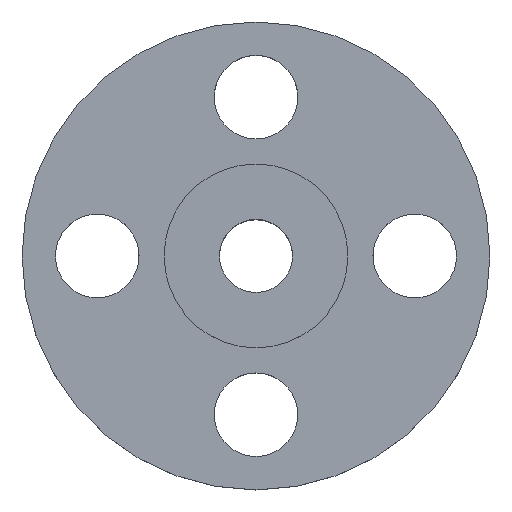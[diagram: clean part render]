
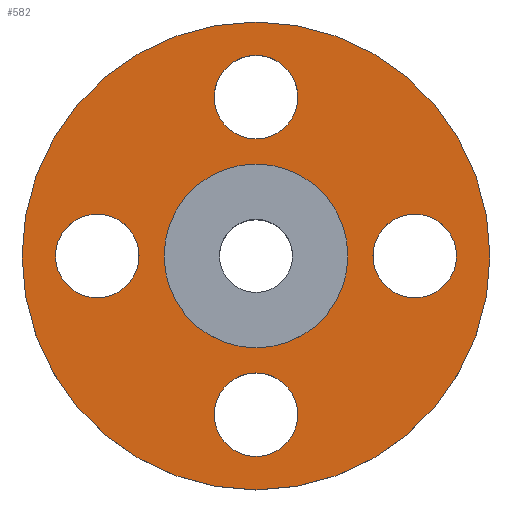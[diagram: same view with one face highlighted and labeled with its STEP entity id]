
A CAD part, top view. The second image highlights one B-rep face of the part: STEP entity #582.
In plain terms, the highlighted planar face has unit normal (0, 0, 1).
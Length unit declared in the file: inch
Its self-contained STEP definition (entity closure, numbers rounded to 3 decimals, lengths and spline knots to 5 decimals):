
#2 = CARTESIAN_POINT ( 'NONE',  ( 0., -1.1875, -0.0625 ) ) ;
#3 = CARTESIAN_POINT ( 'NONE',  ( -1.5, 0., -0.0625 ) ) ;
#16 = DIRECTION ( 'NONE',  ( 1., 0., 0. ) ) ;
#18 = ORIENTED_EDGE ( 'NONE', *, *, #143, .T. ) ;
#37 = FACE_BOUND ( 'NONE', #823, .T. ) ;
#45 = EDGE_LOOP ( 'NONE', ( #712, #18 ) ) ;
#51 = CIRCLE ( 'NONE', #93, 0.3125 ) ;
#60 = VERTEX_POINT ( 'NONE', #521 ) ;
#65 = CIRCLE ( 'NONE', #117, 0.3125 ) ;
#70 = CARTESIAN_POINT ( 'NONE',  ( 0.3125, 1.1875, -0.0625 ) ) ;
#74 = VERTEX_POINT ( 'NONE', #266 ) ;
#75 = EDGE_CURVE ( 'NONE', #827, #283, #65, .T. ) ;
#93 = AXIS2_PLACEMENT_3D ( 'NONE', #121, #103, #112 ) ;
#96 = CARTESIAN_POINT ( 'NONE',  ( -1.1875, 0., -0.0625 ) ) ;
#103 = DIRECTION ( 'NONE',  ( 0., 0., 1. ) ) ;
#112 = DIRECTION ( 'NONE',  ( 0., 1., 0. ) ) ;
#114 = VERTEX_POINT ( 'NONE', #569 ) ;
#117 = AXIS2_PLACEMENT_3D ( 'NONE', #329, #711, #637 ) ;
#120 = EDGE_CURVE ( 'NONE', #74, #114, #670, .T. ) ;
#121 = CARTESIAN_POINT ( 'NONE',  ( 0., -1.1875, -0.0625 ) ) ;
#122 = DIRECTION ( 'NONE',  ( 0., 0., 1. ) ) ;
#125 = DIRECTION ( 'NONE',  ( 0., 0., 1. ) ) ;
#140 = VERTEX_POINT ( 'NONE', #780 ) ;
#142 = CARTESIAN_POINT ( 'NONE',  ( -1.1875, 0., -0.0625 ) ) ;
#143 = EDGE_CURVE ( 'NONE', #476, #267, #589, .T. ) ;
#159 = CIRCLE ( 'NONE', #221, 0.3125 ) ;
#163 = DIRECTION ( 'NONE',  ( 0., 0., 1. ) ) ;
#177 = EDGE_CURVE ( 'NONE', #114, #74, #459, .T. ) ;
#180 = CARTESIAN_POINT ( 'NONE',  ( 0., 0., -0.0625 ) ) ;
#191 = CARTESIAN_POINT ( 'NONE',  ( 0.875, 0., -0.0625 ) ) ;
#193 = ORIENTED_EDGE ( 'NONE', *, *, #345, .F. ) ;
#200 = CARTESIAN_POINT ( 'NONE',  ( 0., 0., -0.0625 ) ) ;
#220 = AXIS2_PLACEMENT_3D ( 'NONE', #399, #330, #263 ) ;
#221 = AXIS2_PLACEMENT_3D ( 'NONE', #142, #671, #465 ) ;
#225 = EDGE_CURVE ( 'NONE', #455, #233, #159, .T. ) ;
#232 = CARTESIAN_POINT ( 'NONE',  ( 1.1875, 0., -0.0625 ) ) ;
#233 = VERTEX_POINT ( 'NONE', #3 ) ;
#241 = EDGE_LOOP ( 'NONE', ( #477, #193 ) ) ;
#244 = CARTESIAN_POINT ( 'NONE',  ( -0.3125, 1.1875, -0.0625 ) ) ;
#245 = FACE_OUTER_BOUND ( 'NONE', #45, .T. ) ;
#246 = DIRECTION ( 'NONE',  ( 0., 0., 1. ) ) ;
#247 = ORIENTED_EDGE ( 'NONE', *, *, #423, .F. ) ;
#249 = CIRCLE ( 'NONE', #443, 1.75 ) ;
#250 = AXIS2_PLACEMENT_3D ( 'NONE', #180, #453, #312 ) ;
#253 = DIRECTION ( 'NONE',  ( 1., 0., 0. ) ) ;
#263 = DIRECTION ( 'NONE',  ( -1., 0., 0. ) ) ;
#266 = CARTESIAN_POINT ( 'NONE',  ( 0.6875, 0., -0.0625 ) ) ;
#267 = VERTEX_POINT ( 'NONE', #608 ) ;
#276 = AXIS2_PLACEMENT_3D ( 'NONE', #2, #859, #662 ) ;
#283 = VERTEX_POINT ( 'NONE', #70 ) ;
#312 = DIRECTION ( 'NONE',  ( 1., 0., 0. ) ) ;
#323 = AXIS2_PLACEMENT_3D ( 'NONE', #751, #748, #611 ) ;
#329 = CARTESIAN_POINT ( 'NONE',  ( 0., 1.1875, -0.0625 ) ) ;
#330 = DIRECTION ( 'NONE',  ( 0., 0., 1. ) ) ;
#345 = EDGE_CURVE ( 'NONE', #233, #455, #658, .T. ) ;
#376 = FACE_BOUND ( 'NONE', #383, .T. ) ;
#377 = DIRECTION ( 'NONE',  ( 1., 0., 0. ) ) ;
#383 = EDGE_LOOP ( 'NONE', ( #247, #645 ) ) ;
#399 = CARTESIAN_POINT ( 'NONE',  ( 1.1875, 0., -0.0625 ) ) ;
#414 = EDGE_LOOP ( 'NONE', ( #609, #736 ) ) ;
#418 = DIRECTION ( 'NONE',  ( 0., 0., 1. ) ) ;
#423 = EDGE_CURVE ( 'NONE', #283, #827, #701, .T. ) ;
#428 = CARTESIAN_POINT ( 'NONE',  ( -0.875, 0., -0.0625 ) ) ;
#433 = CIRCLE ( 'NONE', #512, 0.3125 ) ;
#437 = CARTESIAN_POINT ( 'NONE',  ( 1.5, 0., -0.0625 ) ) ;
#443 = AXIS2_PLACEMENT_3D ( 'NONE', #200, #125, #652 ) ;
#451 = PLANE ( 'NONE',  #570 ) ;
#453 = DIRECTION ( 'NONE',  ( 0., 0., 1. ) ) ;
#455 = VERTEX_POINT ( 'NONE', #428 ) ;
#459 = CIRCLE ( 'NONE', #473, 0.6875 ) ;
#465 = DIRECTION ( 'NONE',  ( 1., 0., 0. ) ) ;
#469 = ORIENTED_EDGE ( 'NONE', *, *, #728, .F. ) ;
#473 = AXIS2_PLACEMENT_3D ( 'NONE', #581, #122, #377 ) ;
#476 = VERTEX_POINT ( 'NONE', #826 ) ;
#477 = ORIENTED_EDGE ( 'NONE', *, *, #225, .F. ) ;
#480 = VERTEX_POINT ( 'NONE', #437 ) ;
#487 = EDGE_CURVE ( 'NONE', #480, #669, #433, .T. ) ;
#496 = DIRECTION ( 'NONE',  ( -1., 0., 0. ) ) ;
#497 = AXIS2_PLACEMENT_3D ( 'NONE', #96, #418, #16 ) ;
#512 = AXIS2_PLACEMENT_3D ( 'NONE', #232, #163, #496 ) ;
#513 = FACE_BOUND ( 'NONE', #534, .T. ) ;
#519 = CARTESIAN_POINT ( 'NONE',  ( 0., 0.6875, -0.0625 ) ) ;
#521 = CARTESIAN_POINT ( 'NONE',  ( -0.3125, -1.1875, -0.0625 ) ) ;
#534 = EDGE_LOOP ( 'NONE', ( #578, #469 ) ) ;
#552 = EDGE_CURVE ( 'NONE', #140, #60, #51, .T. ) ;
#561 = FACE_BOUND ( 'NONE', #414, .T. ) ;
#569 = CARTESIAN_POINT ( 'NONE',  ( -0.6875, 0., -0.0625 ) ) ;
#570 = AXIS2_PLACEMENT_3D ( 'NONE', #519, #710, #705 ) ;
#578 = ORIENTED_EDGE ( 'NONE', *, *, #487, .F. ) ;
#581 = CARTESIAN_POINT ( 'NONE',  ( 0., 0., -0.0625 ) ) ;
#582 = ADVANCED_FACE ( 'NONE', ( #376, #513, #561, #833, #37, #245 ), #451, .F. ) ;
#589 = CIRCLE ( 'NONE', #250, 1.75 ) ;
#608 = CARTESIAN_POINT ( 'NONE',  ( 1.75, 0., -0.0625 ) ) ;
#609 = ORIENTED_EDGE ( 'NONE', *, *, #552, .F. ) ;
#611 = DIRECTION ( 'NONE',  ( 0., -1., 0. ) ) ;
#625 = ORIENTED_EDGE ( 'NONE', *, *, #177, .F. ) ;
#627 = CIRCLE ( 'NONE', #220, 0.3125 ) ;
#637 = DIRECTION ( 'NONE',  ( 0., -1., 0. ) ) ;
#644 = CIRCLE ( 'NONE', #276, 0.3125 ) ;
#645 = ORIENTED_EDGE ( 'NONE', *, *, #75, .F. ) ;
#652 = DIRECTION ( 'NONE',  ( 1., 0., 0. ) ) ;
#657 = AXIS2_PLACEMENT_3D ( 'NONE', #844, #246, #253 ) ;
#658 = CIRCLE ( 'NONE', #497, 0.3125 ) ;
#662 = DIRECTION ( 'NONE',  ( 0., 1., 0. ) ) ;
#667 = EDGE_CURVE ( 'NONE', #60, #140, #644, .T. ) ;
#669 = VERTEX_POINT ( 'NONE', #191 ) ;
#670 = CIRCLE ( 'NONE', #657, 0.6875 ) ;
#671 = DIRECTION ( 'NONE',  ( 0., 0., 1. ) ) ;
#692 = EDGE_CURVE ( 'NONE', #267, #476, #249, .T. ) ;
#695 = ORIENTED_EDGE ( 'NONE', *, *, #120, .F. ) ;
#701 = CIRCLE ( 'NONE', #323, 0.3125 ) ;
#705 = DIRECTION ( 'NONE',  ( -1., 0., 0. ) ) ;
#710 = DIRECTION ( 'NONE',  ( 0., 0., -1. ) ) ;
#711 = DIRECTION ( 'NONE',  ( 0., 0., 1. ) ) ;
#712 = ORIENTED_EDGE ( 'NONE', *, *, #692, .T. ) ;
#728 = EDGE_CURVE ( 'NONE', #669, #480, #627, .T. ) ;
#736 = ORIENTED_EDGE ( 'NONE', *, *, #667, .F. ) ;
#748 = DIRECTION ( 'NONE',  ( 0., 0., 1. ) ) ;
#751 = CARTESIAN_POINT ( 'NONE',  ( 0., 1.1875, -0.0625 ) ) ;
#780 = CARTESIAN_POINT ( 'NONE',  ( 0.3125, -1.1875, -0.0625 ) ) ;
#823 = EDGE_LOOP ( 'NONE', ( #695, #625 ) ) ;
#826 = CARTESIAN_POINT ( 'NONE',  ( -1.75, 0., -0.0625 ) ) ;
#827 = VERTEX_POINT ( 'NONE', #244 ) ;
#833 = FACE_BOUND ( 'NONE', #241, .T. ) ;
#844 = CARTESIAN_POINT ( 'NONE',  ( 0., 0., -0.0625 ) ) ;
#859 = DIRECTION ( 'NONE',  ( 0., 0., 1. ) ) ;
